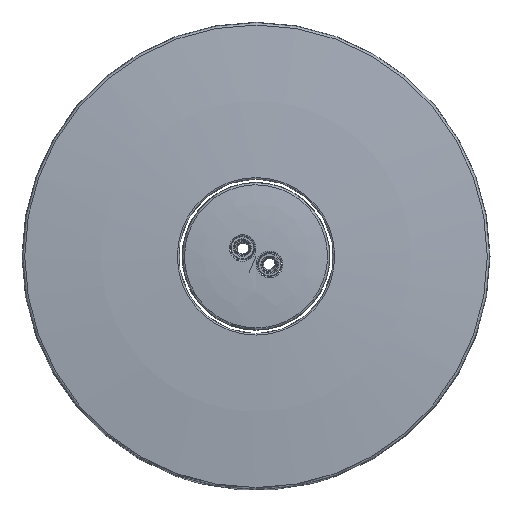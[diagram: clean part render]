
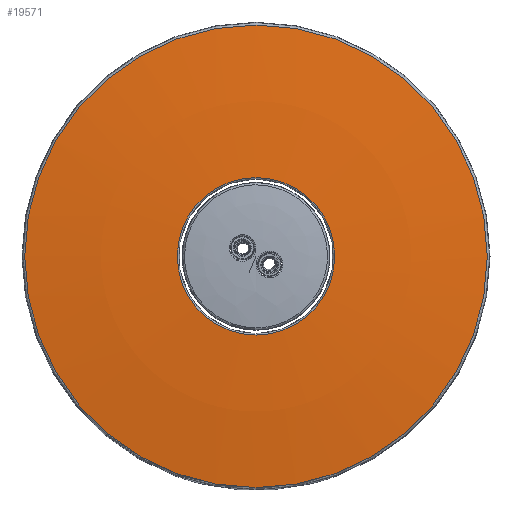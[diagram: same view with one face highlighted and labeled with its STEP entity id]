
A CAD part, left-side view. The second image highlights one B-rep face of the part: STEP entity #19571.
In plain terms, the highlighted spherical face has radius 431.1 mm.
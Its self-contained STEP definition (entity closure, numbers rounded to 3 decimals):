
#32=SPHERICAL_SURFACE('',#21081,431.1);
#10583=ORIENTED_EDGE('',*,*,#13498,.T.);
#10584=ORIENTED_EDGE('',*,*,#13499,.T.);
#13498=EDGE_CURVE('',#15409,#15409,#15992,.T.);
#13499=EDGE_CURVE('',#15410,#15410,#15993,.F.);
#15409=VERTEX_POINT('',#38954);
#15410=VERTEX_POINT('',#38957);
#15992=CIRCLE('',#21078,49.418);
#15993=CIRCLE('',#21080,16.821);
#17201=EDGE_LOOP('',(#10583));
#17202=EDGE_LOOP('',(#10584));
#18411=FACE_BOUND('',#17201,.T.);
#18412=FACE_BOUND('',#17202,.T.);
#19571=ADVANCED_FACE('',(#18411,#18412),#32,.T.);
#21078=AXIS2_PLACEMENT_3D('',#38953,#25328,#25329);
#21080=AXIS2_PLACEMENT_3D('',#38956,#25332,#25333);
#21081=AXIS2_PLACEMENT_3D('',#38958,#25334,#25335);
#25328=DIRECTION('',(0.,0.,1.));
#25329=DIRECTION('',(-1.,0.,0.));
#25332=DIRECTION('',(0.,0.,1.));
#25333=DIRECTION('',(1.,0.,0.));
#25334=DIRECTION('',(0.,0.,1.));
#25335=DIRECTION('',(1.,0.,0.));
#38953=CARTESIAN_POINT('',(0.,0.,8.458));
#38954=CARTESIAN_POINT('',(-49.418,0.,8.458));
#38956=CARTESIAN_POINT('',(0.,0.,10.972));
#38957=CARTESIAN_POINT('',(16.821,0.,10.972));
#38958=CARTESIAN_POINT('',(0.,0.,-419.8));
